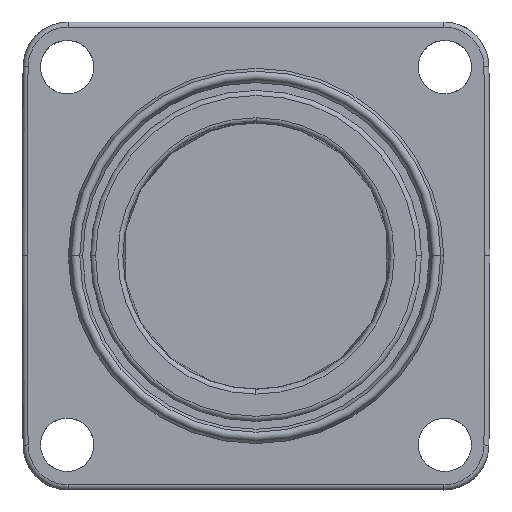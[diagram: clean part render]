
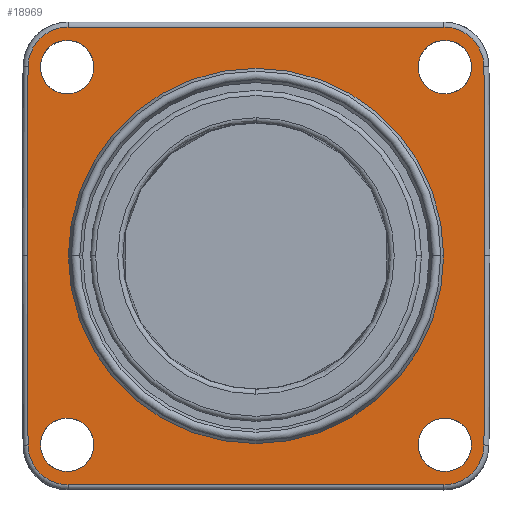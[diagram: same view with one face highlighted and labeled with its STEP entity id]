
A CAD part, top view. The second image highlights one B-rep face of the part: STEP entity #18969.
In plain terms, the highlighted planar face has unit normal (0, 0, 1).
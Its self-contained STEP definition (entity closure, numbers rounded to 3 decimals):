
#3180=CARTESIAN_POINT('',(11.241,-11.3,26.1));
#3181=DIRECTION('',(0.,0.,-1.));
#3182=DIRECTION('',(1.,-0.005,0.));
#3183=AXIS2_PLACEMENT_3D('',#3180,#3181,#3182);
#3185=CARTESIAN_POINT('',(-11.241,-11.3,26.1));
#3186=DIRECTION('',(0.,0.,-1.));
#3187=DIRECTION('',(0.,-1.,0.));
#3188=AXIS2_PLACEMENT_3D('',#3185,#3186,#3187);
#3190=DIRECTION('',(-0.005,1.,0.));
#3191=VECTOR('',#3190,11.313);
#3192=CARTESIAN_POINT('',(-13.641,-11.313,26.1));
#3193=LINE('',#3192,#3191);
#3194=DIRECTION('',(0.005,1.,0.));
#3195=VECTOR('',#3194,11.313);
#3196=CARTESIAN_POINT('',(-13.7,0.,26.1));
#3197=LINE('',#3196,#3195);
#3198=CARTESIAN_POINT('',(-11.241,11.3,26.1));
#3199=DIRECTION('',(0.,0.,-1.));
#3200=DIRECTION('',(-1.,0.005,0.));
#3201=AXIS2_PLACEMENT_3D('',#3198,#3199,#3200);
#3203=CARTESIAN_POINT('',(11.241,11.3,26.1));
#3204=DIRECTION('',(0.,0.,-1.));
#3205=DIRECTION('',(0.,1.,0.));
#3206=AXIS2_PLACEMENT_3D('',#3203,#3204,#3205);
#3208=DIRECTION('',(0.005,-1.,0.));
#3209=VECTOR('',#3208,11.313);
#3210=CARTESIAN_POINT('',(13.641,11.313,26.1));
#3211=LINE('',#3210,#3209);
#3212=DIRECTION('',(-0.005,-1.,0.));
#3213=VECTOR('',#3212,11.313);
#3214=CARTESIAN_POINT('',(13.7,0.,26.1));
#3215=LINE('',#3214,#3213);
#3216=CARTESIAN_POINT('',(0.,0.,26.1));
#3217=DIRECTION('',(0.,0.,1.));
#3218=DIRECTION('',(1.,0.,0.));
#3219=AXIS2_PLACEMENT_3D('',#3216,#3217,#3218);
#3221=CARTESIAN_POINT('',(0.,0.,26.1));
#3222=DIRECTION('',(0.,0.,1.));
#3223=DIRECTION('',(-1.,0.,0.));
#3224=AXIS2_PLACEMENT_3D('',#3221,#3222,#3223);
#3226=CARTESIAN_POINT('',(-11.3,11.3,26.1));
#3227=DIRECTION('',(0.,0.,1.));
#3228=DIRECTION('',(0.,-1.,0.));
#3229=AXIS2_PLACEMENT_3D('',#3226,#3227,#3228);
#3231=CARTESIAN_POINT('',(-11.3,11.3,26.1));
#3232=DIRECTION('',(0.,0.,1.));
#3233=DIRECTION('',(0.,1.,0.));
#3234=AXIS2_PLACEMENT_3D('',#3231,#3232,#3233);
#3236=CARTESIAN_POINT('',(11.3,11.3,26.1));
#3237=DIRECTION('',(0.,0.,1.));
#3238=DIRECTION('',(0.,-1.,0.));
#3239=AXIS2_PLACEMENT_3D('',#3236,#3237,#3238);
#3241=CARTESIAN_POINT('',(11.3,11.3,26.1));
#3242=DIRECTION('',(0.,0.,1.));
#3243=DIRECTION('',(0.,1.,0.));
#3244=AXIS2_PLACEMENT_3D('',#3241,#3242,#3243);
#3246=CARTESIAN_POINT('',(11.3,-11.3,26.1));
#3247=DIRECTION('',(0.,0.,1.));
#3248=DIRECTION('',(0.,-1.,0.));
#3249=AXIS2_PLACEMENT_3D('',#3246,#3247,#3248);
#3251=CARTESIAN_POINT('',(11.3,-11.3,26.1));
#3252=DIRECTION('',(0.,0.,1.));
#3253=DIRECTION('',(0.,1.,0.));
#3254=AXIS2_PLACEMENT_3D('',#3251,#3252,#3253);
#3256=CARTESIAN_POINT('',(-11.3,-11.3,26.1));
#3257=DIRECTION('',(0.,0.,1.));
#3258=DIRECTION('',(0.,-1.,0.));
#3259=AXIS2_PLACEMENT_3D('',#3256,#3257,#3258);
#3261=CARTESIAN_POINT('',(-11.3,-11.3,26.1));
#3262=DIRECTION('',(0.,0.,1.));
#3263=DIRECTION('',(0.,1.,0.));
#3264=AXIS2_PLACEMENT_3D('',#3261,#3262,#3263);
#3281=DIRECTION('',(1.,0.,0.));
#3282=VECTOR('',#3281,22.482);
#3283=CARTESIAN_POINT('',(-11.241,-13.7,26.1));
#3284=LINE('',#3283,#3282);
#3340=DIRECTION('',(-1.,0.,0.));
#3341=VECTOR('',#3340,22.482);
#3342=CARTESIAN_POINT('',(11.241,13.7,26.1));
#3343=LINE('',#3342,#3341);
#12470=CARTESIAN_POINT('',(11.3,-9.7,26.1));
#12471=CARTESIAN_POINT('',(11.3,-12.9,26.1));
#12472=VERTEX_POINT('',#12470);
#12473=VERTEX_POINT('',#12471);
#12474=CARTESIAN_POINT('',(13.641,-11.313,26.1));
#12475=CARTESIAN_POINT('',(11.241,-13.7,26.1));
#12476=VERTEX_POINT('',#12474);
#12477=VERTEX_POINT('',#12475);
#12478=CARTESIAN_POINT('',(-11.241,-13.7,26.1));
#12479=VERTEX_POINT('',#12478);
#12480=CARTESIAN_POINT('',(-13.641,-11.313,26.1));
#12481=VERTEX_POINT('',#12480);
#12482=CARTESIAN_POINT('',(-13.7,0.,26.1));
#12483=VERTEX_POINT('',#12482);
#12484=CARTESIAN_POINT('',(-13.641,11.313,26.1));
#12485=VERTEX_POINT('',#12484);
#12486=CARTESIAN_POINT('',(-11.241,13.7,26.1));
#12487=VERTEX_POINT('',#12486);
#12488=CARTESIAN_POINT('',(11.241,13.7,26.1));
#12489=VERTEX_POINT('',#12488);
#12490=CARTESIAN_POINT('',(13.641,11.313,26.1));
#12491=VERTEX_POINT('',#12490);
#12492=CARTESIAN_POINT('',(13.7,0.,26.1));
#12493=VERTEX_POINT('',#12492);
#12494=CARTESIAN_POINT('',(11.229,0.,26.1));
#12495=CARTESIAN_POINT('',(-11.229,0.,26.1));
#12496=VERTEX_POINT('',#12494);
#12497=VERTEX_POINT('',#12495);
#12498=CARTESIAN_POINT('',(-11.3,9.7,26.1));
#12499=CARTESIAN_POINT('',(-11.3,12.9,26.1));
#12500=VERTEX_POINT('',#12498);
#12501=VERTEX_POINT('',#12499);
#12502=CARTESIAN_POINT('',(11.3,9.7,26.1));
#12503=CARTESIAN_POINT('',(11.3,12.9,26.1));
#12504=VERTEX_POINT('',#12502);
#12505=VERTEX_POINT('',#12503);
#12506=CARTESIAN_POINT('',(-11.3,-12.9,26.1));
#12507=CARTESIAN_POINT('',(-11.3,-9.7,26.1));
#12508=VERTEX_POINT('',#12506);
#12509=VERTEX_POINT('',#12507);
#18913=CARTESIAN_POINT('',(0.,0.,26.1));
#18914=DIRECTION('',(0.,0.,1.));
#18915=DIRECTION('',(0.,-1.,0.));
#18916=AXIS2_PLACEMENT_3D('',#18913,#18914,#18915);
#18917=PLANE('',#18916);
#18919=ORIENTED_EDGE('',*,*,#18918,.T.);
#18921=ORIENTED_EDGE('',*,*,#18920,.F.);
#18923=ORIENTED_EDGE('',*,*,#18922,.T.);
#18925=ORIENTED_EDGE('',*,*,#18924,.T.);
#18927=ORIENTED_EDGE('',*,*,#18926,.T.);
#18929=ORIENTED_EDGE('',*,*,#18928,.T.);
#18931=ORIENTED_EDGE('',*,*,#18930,.F.);
#18933=ORIENTED_EDGE('',*,*,#18932,.T.);
#18935=ORIENTED_EDGE('',*,*,#18934,.T.);
#18937=ORIENTED_EDGE('',*,*,#18936,.T.);
#18938=EDGE_LOOP('',(#18919,#18921,#18923,#18925,#18927,#18929,#18931,#18933,
#18935,#18937));
#18939=FACE_OUTER_BOUND('',#18938,.F.);
#18941=ORIENTED_EDGE('',*,*,#18940,.T.);
#18943=ORIENTED_EDGE('',*,*,#18942,.T.);
#18944=EDGE_LOOP('',(#18941,#18943));
#18945=FACE_BOUND('',#18944,.F.);
#18947=ORIENTED_EDGE('',*,*,#18946,.T.);
#18949=ORIENTED_EDGE('',*,*,#18948,.T.);
#18950=EDGE_LOOP('',(#18947,#18949));
#18951=FACE_BOUND('',#18950,.F.);
#18952=ORIENTED_EDGE('',*,*,#18903,.T.);
#18954=ORIENTED_EDGE('',*,*,#18953,.T.);
#18955=EDGE_LOOP('',(#18952,#18954));
#18956=FACE_BOUND('',#18955,.F.);
#18958=ORIENTED_EDGE('',*,*,#18957,.T.);
#18960=ORIENTED_EDGE('',*,*,#18959,.T.);
#18961=EDGE_LOOP('',(#18958,#18960));
#18962=FACE_BOUND('',#18961,.F.);
#18964=ORIENTED_EDGE('',*,*,#18963,.T.);
#18966=ORIENTED_EDGE('',*,*,#18965,.T.);
#18967=EDGE_LOOP('',(#18964,#18966));
#18968=FACE_BOUND('',#18967,.F.);
#18969=ADVANCED_FACE('',(#18939,#18945,#18951,#18956,#18962,#18968),#18917,.T.);
#3184=CIRCLE('',#3183,2.4);
#3189=CIRCLE('',#3188,2.4);
#3202=CIRCLE('',#3201,2.4);
#3207=CIRCLE('',#3206,2.4);
#3220=CIRCLE('',#3219,11.229);
#3225=CIRCLE('',#3224,11.229);
#3230=CIRCLE('',#3229,1.6);
#3235=CIRCLE('',#3234,1.6);
#3240=CIRCLE('',#3239,1.6);
#3245=CIRCLE('',#3244,1.6);
#3250=CIRCLE('',#3249,1.6);
#3255=CIRCLE('',#3254,1.6);
#3260=CIRCLE('',#3259,1.6);
#3265=CIRCLE('',#3264,1.6);
#18903=EDGE_CURVE('',#12504,#12505,#3240,.T.);
#18918=EDGE_CURVE('',#12476,#12477,#3184,.T.);
#18920=EDGE_CURVE('',#12479,#12477,#3284,.T.);
#18922=EDGE_CURVE('',#12479,#12481,#3189,.T.);
#18924=EDGE_CURVE('',#12481,#12483,#3193,.T.);
#18926=EDGE_CURVE('',#12483,#12485,#3197,.T.);
#18928=EDGE_CURVE('',#12485,#12487,#3202,.T.);
#18930=EDGE_CURVE('',#12489,#12487,#3343,.T.);
#18932=EDGE_CURVE('',#12489,#12491,#3207,.T.);
#18934=EDGE_CURVE('',#12491,#12493,#3211,.T.);
#18936=EDGE_CURVE('',#12493,#12476,#3215,.T.);
#18940=EDGE_CURVE('',#12496,#12497,#3220,.T.);
#18942=EDGE_CURVE('',#12497,#12496,#3225,.T.);
#18946=EDGE_CURVE('',#12500,#12501,#3230,.T.);
#18948=EDGE_CURVE('',#12501,#12500,#3235,.T.);
#18953=EDGE_CURVE('',#12505,#12504,#3245,.T.);
#18957=EDGE_CURVE('',#12473,#12472,#3250,.T.);
#18959=EDGE_CURVE('',#12472,#12473,#3255,.T.);
#18963=EDGE_CURVE('',#12508,#12509,#3260,.T.);
#18965=EDGE_CURVE('',#12509,#12508,#3265,.T.);
